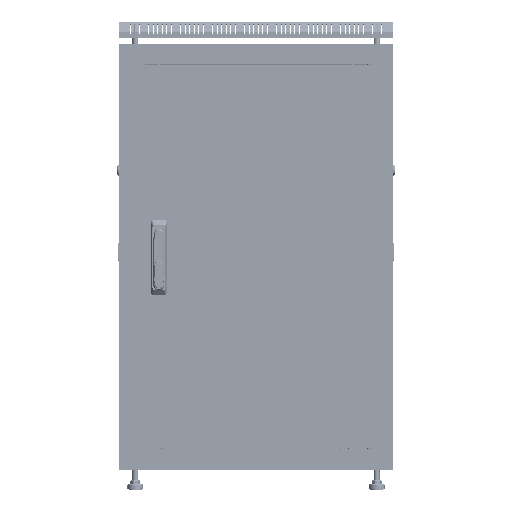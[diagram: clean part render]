
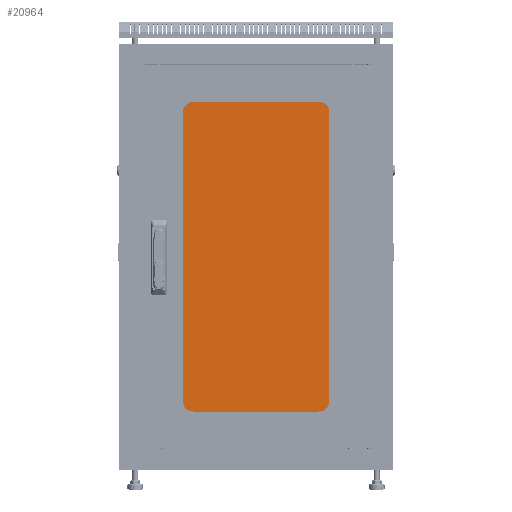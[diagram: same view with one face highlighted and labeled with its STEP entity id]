
A CAD part, top view. The second image highlights one B-rep face of the part: STEP entity #20964.
In plain terms, the highlighted planar face has unit normal (0, 0, 1).
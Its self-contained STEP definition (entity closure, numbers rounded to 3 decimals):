
#1482 = LINE ( 'NONE', #56568, #8371 ) ;
#1604 = CARTESIAN_POINT ( 'NONE',  ( 180., -415.7, 4. ) ) ;
#6998 = CARTESIAN_POINT ( 'NONE',  ( 180., -415.7, 4. ) ) ;
#8371 = VECTOR ( 'NONE', #71302, 1000. ) ;
#12528 = AXIS2_PLACEMENT_3D ( 'NONE', #32665, #90646, #47063 ) ;
#14331 = DIRECTION ( 'NONE',  ( 0., 1., 0. ) ) ;
#15379 = ORIENTED_EDGE ( 'NONE', *, *, #26930, .T. ) ;
#18632 = VERTEX_POINT ( 'NONE', #54031 ) ;
#19086 = CARTESIAN_POINT ( 'NONE',  ( 180., 415.7, 4. ) ) ;
#20964 = ADVANCED_FACE ( 'NONE', ( #88814 ), #83312, .T. ) ;
#22188 = LINE ( 'NONE', #6998, #94456 ) ;
#22527 = EDGE_CURVE ( 'NONE', #74378, #41325, #90382, .T. ) ;
#23018 = DIRECTION ( 'NONE',  ( 1., 0., 0. ) ) ;
#25469 = EDGE_CURVE ( 'NONE', #18632, #74378, #22188, .T. ) ;
#26930 = EDGE_CURVE ( 'NONE', #89417, #18632, #28706, .T. ) ;
#28706 = LINE ( 'NONE', #1604, #90561 ) ;
#30483 = CARTESIAN_POINT ( 'NONE',  ( 180., 415.7, 4. ) ) ;
#32665 = CARTESIAN_POINT ( 'NONE',  ( 0., 0., 4. ) ) ;
#41325 = VERTEX_POINT ( 'NONE', #56466 ) ;
#47063 = DIRECTION ( 'NONE',  ( 1., 0., 0. ) ) ;
#54031 = CARTESIAN_POINT ( 'NONE',  ( 180., -415.7, 4. ) ) ;
#54947 = EDGE_CURVE ( 'NONE', #41325, #89417, #1482, .T. ) ;
#56466 = CARTESIAN_POINT ( 'NONE',  ( -180., 415.7, 4. ) ) ;
#56568 = CARTESIAN_POINT ( 'NONE',  ( -180., -415.7, 4. ) ) ;
#60061 = ORIENTED_EDGE ( 'NONE', *, *, #25469, .T. ) ;
#66003 = CARTESIAN_POINT ( 'NONE',  ( -180., -415.7, 4. ) ) ;
#71302 = DIRECTION ( 'NONE',  ( 0., -1., 0. ) ) ;
#72803 = ORIENTED_EDGE ( 'NONE', *, *, #54947, .T. ) ;
#74378 = VERTEX_POINT ( 'NONE', #19086 ) ;
#74698 = DIRECTION ( 'NONE',  ( -1., 0., 0. ) ) ;
#83312 = PLANE ( 'NONE',  #12528 ) ;
#84184 = ORIENTED_EDGE ( 'NONE', *, *, #22527, .T. ) ;
#88068 = VECTOR ( 'NONE', #74698, 1000. ) ;
#88814 = FACE_OUTER_BOUND ( 'NONE', #94625, .T. ) ;
#89417 = VERTEX_POINT ( 'NONE', #66003 ) ;
#90382 = LINE ( 'NONE', #30483, #88068 ) ;
#90561 = VECTOR ( 'NONE', #23018, 1000. ) ;
#90646 = DIRECTION ( 'NONE',  ( 0., 0., 1. ) ) ;
#94456 = VECTOR ( 'NONE', #14331, 1000. ) ;
#94625 = EDGE_LOOP ( 'NONE', ( #72803, #15379, #60061, #84184 ) ) ;
